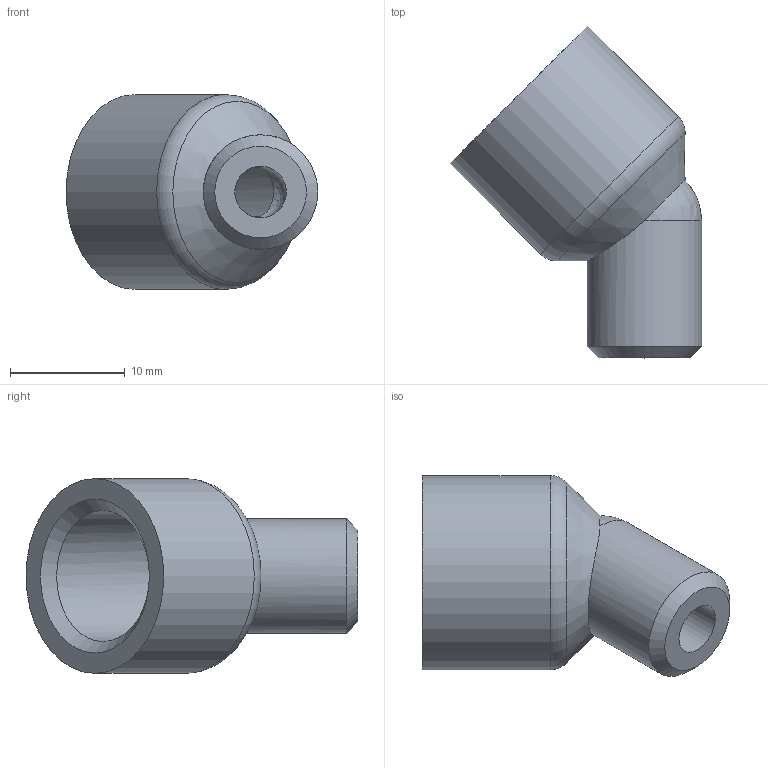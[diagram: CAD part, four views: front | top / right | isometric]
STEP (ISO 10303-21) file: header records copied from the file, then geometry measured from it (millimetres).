
FILE_DESCRIPTION((''),'2;1');
FILE_NAME('Winkelstueck G1_4 M10x1 45° Sonderversion A260011306.stp','2006-04-07T08:42:13',('ScheitB'),(''),'Autodesk Inventor 10','Autodesk Inventor 10','');
FILE_SCHEMA(('AUTOMOTIVE_DESIGN { 1 0 10303 214 1 1 1 1 }'));
Length unit declared in the file: millimetre
Products named in the file (1): anwin03g_m10
Bounding box: 21.97 x 28.97 x 17 mm (x, y, z)
Volume: 2501.4 mm3; surface area: 2099.2 mm2
Topology: 1 solids, 1 shells, 13 faces, 33 edges, 18 vertices
Faces by surface type: cone 3, cylinder 3, plane 2, bspline 2, sphere 2, torus 1
Full cylindrical faces by diameter (mm): 4.5 x1, 10 x1, 17 x1
Entity records: 396 total; most frequent: CARTESIAN_POINT 141, DIRECTION 52, ORIENTED_EDGE 32, AXIS2_PLACEMENT_3D 26, EDGE_LOOP 24, EDGE_CURVE 16, VERTEX_POINT 14, CIRCLE 14
